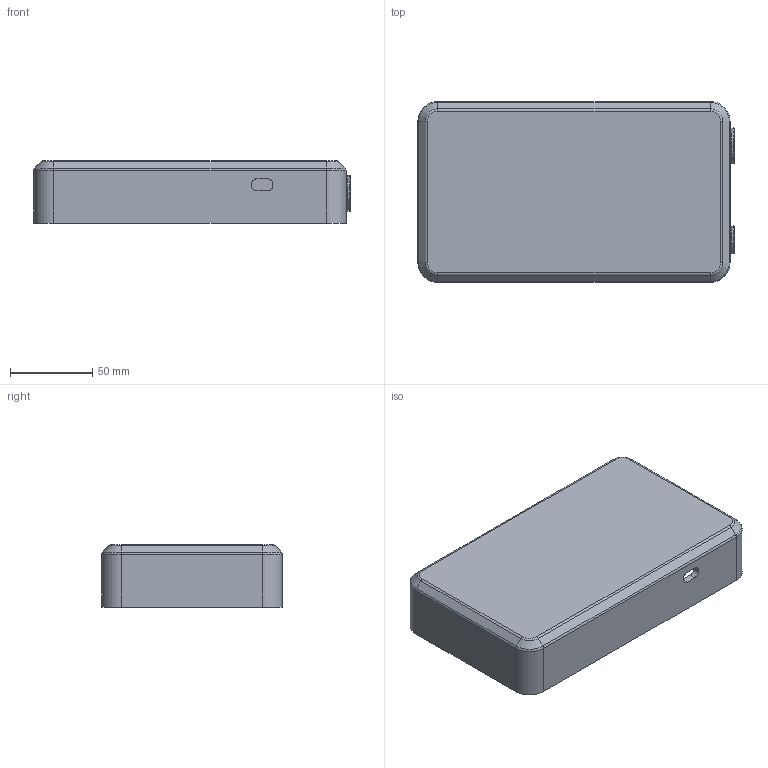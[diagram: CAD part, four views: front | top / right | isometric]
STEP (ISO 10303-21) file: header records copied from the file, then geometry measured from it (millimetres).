
FILE_DESCRIPTION (( 'STEP AP214' ), '1' );
FILE_NAME ('Base.STEP', '2023-08-10T10:03:02', ( '' ), ( '' ), 'SwSTEP 2.0', 'SolidWorks 2018', '' );
FILE_SCHEMA (( 'AUTOMOTIVE_DESIGN' ));
Length unit declared in the file: millimetre
Products named in the file (1): Base
Bounding box: 192.5 x 110 x 38 mm (x, y, z)
Volume: 173820.5 mm3; surface area: 90188.7 mm2
Topology: 1 solids, 1 shells, 624 faces, 1515 edges, 911 vertices
Faces by surface type: cylinder 294, plane 160, torus 90, cone 56, bspline 24
Entity records: 20626 total; most frequent: CARTESIAN_POINT 5586, DIRECTION 3376, ORIENTED_EDGE 2998, EDGE_CURVE 1499, AXIS2_PLACEMENT_3D 1353, VERTEX_POINT 911, CIRCLE 752, EDGE_LOOP 748
